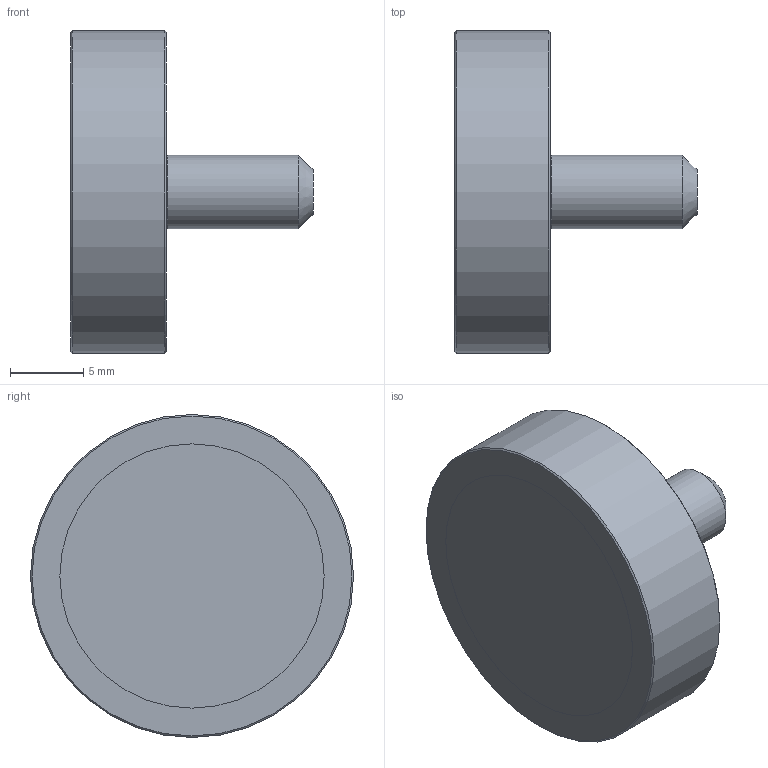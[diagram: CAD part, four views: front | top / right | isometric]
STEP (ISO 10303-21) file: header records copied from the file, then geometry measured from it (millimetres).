
FILE_DESCRIPTION(/* description */ ('RISCONTRO C/MAGNETE NEO 18X3mm'),/* implementation_level */ '2;1');
FILE_NAME(/* name */ 'CMGRS0000003.stp',/* time_stamp */ '2018-11-07T12:39:39+01:00',/* author */ ('fzagni'),/* organization */ (''),/* preprocessor_version */ 'ST-DEVELOPER v16.1',/* originating_system */ 'Autodesk Inventor 2016',/* authorisation */ '');
FILE_SCHEMA (('AUTOMOTIVE_DESIGN { 1 0 10303 214 3 1 1 }'));
Length unit declared in the file: millimetre
Products named in the file (1): 19.183.00
Bounding box: 16.5 x 22 x 22 mm (x, y, z)
Volume: 2658.5 mm3; surface area: 1347.3 mm2
Topology: 1 solids, 1 shells, 11 faces, 17 edges, 10 vertices
Faces by surface type: cone 4, plane 4, cylinder 3
Full cylindrical faces by diameter (mm): 5 x1, 18 x1, 22 x1
Entity records: 238 total; most frequent: DIRECTION 44, CARTESIAN_POINT 32, AXIS2_PLACEMENT_3D 22, EDGE_LOOP 20, ORIENTED_EDGE 20, FACE_OUTER_BOUND 11, ADVANCED_FACE 11, CIRCLE 10
